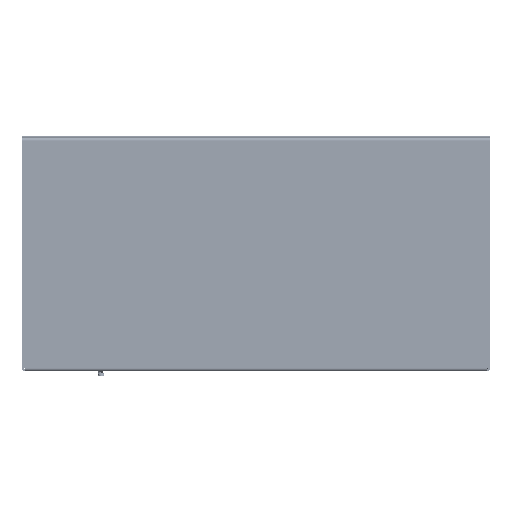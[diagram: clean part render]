
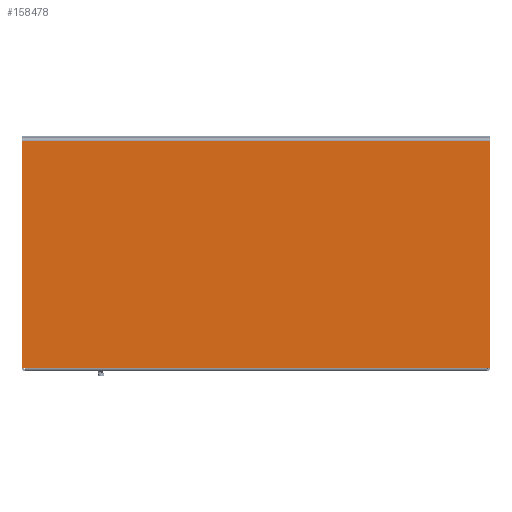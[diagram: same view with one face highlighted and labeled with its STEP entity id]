
A CAD part, left-side view. The second image highlights one B-rep face of the part: STEP entity #158478.
In plain terms, the highlighted planar face has unit normal (-1, 0, 0).
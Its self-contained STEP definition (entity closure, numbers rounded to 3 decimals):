
#5684=PLANE('',#169072);
#15107=FACE_OUTER_BOUND('',#24431,.T.);
#24431=EDGE_LOOP('',(#125271,#125272,#125273,#125274,#125275,#125276));
#43831=LINE('',#244271,#58503);
#43849=LINE('',#244313,#58521);
#43854=LINE('',#244324,#58526);
#43918=LINE('',#244478,#58590);
#43922=LINE('',#244489,#58594);
#43923=LINE('',#244493,#58595);
#58503=VECTOR('',#192157,0.394);
#58521=VECTOR('',#192203,0.394);
#58526=VECTOR('',#192212,0.394);
#58590=VECTOR('',#192384,0.394);
#58594=VECTOR('',#192400,0.394);
#58595=VECTOR('',#192407,0.394);
#72688=VERTEX_POINT('',#244268);
#72689=VERTEX_POINT('',#244270);
#72699=VERTEX_POINT('',#244311);
#72703=VERTEX_POINT('',#244323);
#72739=VERTEX_POINT('',#244477);
#72740=VERTEX_POINT('',#244487);
#91739=EDGE_CURVE('',#72689,#72688,#43831,.T.);
#91760=EDGE_CURVE('',#72699,#72688,#43849,.T.);
#91765=EDGE_CURVE('',#72689,#72703,#43854,.T.);
#91843=EDGE_CURVE('',#72739,#72703,#43918,.T.);
#91850=EDGE_CURVE('',#72699,#72740,#43922,.T.);
#91852=EDGE_CURVE('',#72740,#72739,#43923,.T.);
#125271=ORIENTED_EDGE('',*,*,#91739,.T.);
#125272=ORIENTED_EDGE('',*,*,#91760,.F.);
#125273=ORIENTED_EDGE('',*,*,#91850,.T.);
#125274=ORIENTED_EDGE('',*,*,#91852,.T.);
#125275=ORIENTED_EDGE('',*,*,#91843,.T.);
#125276=ORIENTED_EDGE('',*,*,#91765,.F.);
#158478=ADVANCED_FACE('',(#15107),#5684,.F.);
#169072=AXIS2_PLACEMENT_3D('',#244504,#192424,#192425);
#192157=DIRECTION('',(0.,1.,0.));
#192203=DIRECTION('',(0.,0.,1.));
#192212=DIRECTION('',(0.,0.,-1.));
#192384=DIRECTION('',(0.,-1.,0.));
#192400=DIRECTION('',(0.,-1.,0.));
#192407=DIRECTION('',(0.,-1.,0.));
#192424=DIRECTION('center_axis',(1.,0.,0.));
#192425=DIRECTION('ref_axis',(0.,0.,
-1.));
#244268=CARTESIAN_POINT('',(-5.966,5.943,2.912));
#244270=CARTESIAN_POINT('',(-5.966,-6.057,2.912));
#244271=CARTESIAN_POINT('',(-5.966,-3.057,2.912));
#244311=CARTESIAN_POINT('',(-5.966,5.943,-2.912));
#244313=CARTESIAN_POINT('',(-5.966,5.943,-2.912));
#244323=CARTESIAN_POINT('',(-5.966,-6.057,-2.912));
#244324=CARTESIAN_POINT('',(-5.966,-6.057,-3.008));
#244477=CARTESIAN_POINT('',(-5.966,-5.969,-2.912));
#244478=CARTESIAN_POINT('',(-5.966,-0.057,-2.912));
#244487=CARTESIAN_POINT('',(-5.966,5.855,-2.912));
#244489=CARTESIAN_POINT('',(-5.966,-0.057,-2.912));
#244493=CARTESIAN_POINT('',(-5.966,-0.057,-2.912));
#244504=CARTESIAN_POINT('Origin',(-5.966,-0.057,
-0.004));
